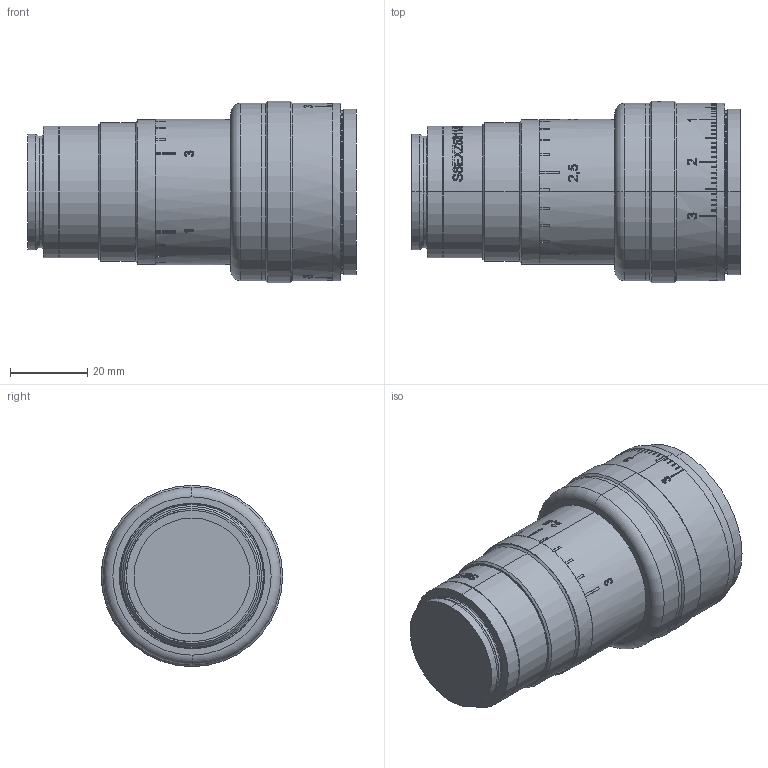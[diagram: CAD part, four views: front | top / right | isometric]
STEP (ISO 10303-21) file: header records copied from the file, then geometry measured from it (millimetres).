
FILE_DESCRIPTION (( 'STEP AP203' ), '1' );
FILE_NAME ('S6EXZ5311_328_02.STEP', '2017-03-21T08:35:34', ( '' ), ( '' ), 'SwSTEP 2.0', 'SolidWorks 2016', '' );
FILE_SCHEMA (( 'CONFIG_CONTROL_DESIGN' ));
Length unit declared in the file: millimetre
Products named in the file (1): S6EXZ5311_328_02
Bounding box: 85.18 x 47 x 47 mm (x, y, z)
Volume: 106241.9 mm3; surface area: 15022.1 mm2
Topology: 1 solids, 1 shells, 1060 faces, 2800 edges, 1800 vertices
Faces by surface type: plane 524, bspline 352, cylinder 157, cone 15, torus 12
Entity records: 70452 total; most frequent: CARTESIAN_POINT 46020, ORIENTED_EDGE 5600, DIRECTION 4209, EDGE_CURVE 2800, VERTEX_POINT 1800, AXIS2_PLACEMENT_3D 1415, LINE 1379, VECTOR 1379
